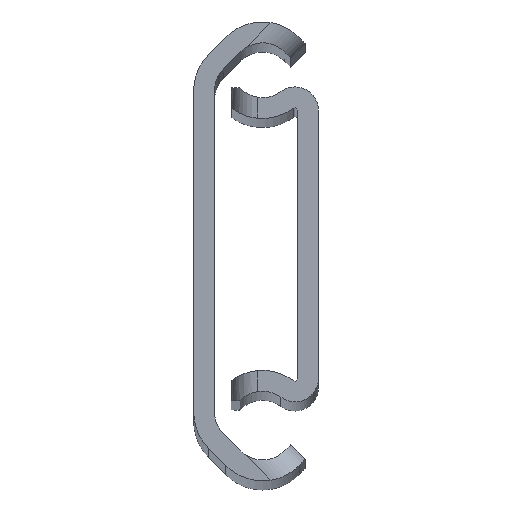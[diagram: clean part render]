
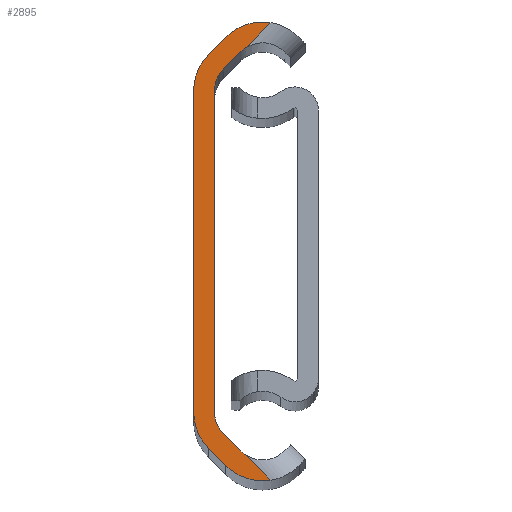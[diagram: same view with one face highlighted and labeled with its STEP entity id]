
A CAD part, top view. The second image highlights one B-rep face of the part: STEP entity #2895.
In plain terms, the highlighted planar face has unit normal (0, 0, 1).
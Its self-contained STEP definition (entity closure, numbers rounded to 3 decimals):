
#44 = EDGE_CURVE ( 'NONE', #1225, #4100, #1100, .T. ) ;
#49 = CARTESIAN_POINT ( 'NONE',  ( -9.991, 1.65, 0. ) ) ;
#50 = CARTESIAN_POINT ( 'NONE',  ( 5.3, -13.67, 0. ) ) ;
#99 = AXIS2_PLACEMENT_3D ( 'NONE', #1621, #2590, #3631 ) ;
#102 = AXIS2_PLACEMENT_3D ( 'NONE', #2905, #1584, #3212 ) ;
#139 = DIRECTION ( 'NONE',  ( 0., 0., 1. ) ) ;
#151 = CARTESIAN_POINT ( 'NONE',  ( 2.303, -14.039, 0. ) ) ;
#171 = CARTESIAN_POINT ( 'NONE',  ( 0., 12.342, 0. ) ) ;
#172 = EDGE_CURVE ( 'NONE', #1871, #769, #1612, .T. ) ;
#260 = EDGE_CURVE ( 'NONE', #2339, #1225, #3097, .T. ) ;
#281 = VERTEX_POINT ( 'NONE', #1461 ) ;
#303 = LINE ( 'NONE', #3351, #3182 ) ;
#335 = CARTESIAN_POINT ( 'NONE',  ( 4., -12.342, 0. ) ) ;
#403 = FACE_OUTER_BOUND ( 'NONE', #3186, .T. ) ;
#414 = CIRCLE ( 'NONE', #3400, 4. ) ;
#420 = DIRECTION ( 'NONE',  ( 0., 0., -1. ) ) ;
#452 = AXIS2_PLACEMENT_3D ( 'NONE', #468, #139, #4225 ) ;
#454 = CARTESIAN_POINT ( 'NONE',  ( 1.172, -15.17, 0. ) ) ;
#468 = CARTESIAN_POINT ( 'NONE',  ( 4., -12.342, 0. ) ) ;
#474 = DIRECTION ( 'NONE',  ( 0., 0., 1. ) ) ;
#478 = DIRECTION ( 'NONE',  ( 0., -1., 0. ) ) ;
#502 = LINE ( 'NONE', #3942, #2761 ) ;
#527 = DIRECTION ( 'NONE',  ( 0.707, 0.707, 0. ) ) ;
#623 = VECTOR ( 'NONE', #810, 1000. ) ;
#750 = DIRECTION ( 'NONE',  ( 1., 0., 0. ) ) ;
#767 = CIRCLE ( 'NONE', #3690, 4. ) ;
#769 = VERTEX_POINT ( 'NONE', #2970 ) ;
#770 = DIRECTION ( 'NONE',  ( 1., 0., 0. ) ) ;
#788 = CARTESIAN_POINT ( 'NONE',  ( 3.617, -15.353, 0. ) ) ;
#810 = DIRECTION ( 'NONE',  ( -0.707, 0.707, 0. ) ) ;
#816 = EDGE_CURVE ( 'NONE', #281, #4036, #2561, .T. ) ;
#864 = DIRECTION ( 'NONE',  ( -0.707, 0.707, 0. ) ) ;
#905 = CARTESIAN_POINT ( 'NONE',  ( 2.486, 16.484, 0. ) ) ;
#938 = ORIENTED_EDGE ( 'NONE', *, *, #3600, .T. ) ;
#1006 = DIRECTION ( 'NONE',  ( 0.707, -0.707, 0. ) ) ;
#1047 = VERTEX_POINT ( 'NONE', #788 ) ;
#1049 = VERTEX_POINT ( 'NONE', #4238 ) ;
#1100 = CIRCLE ( 'NONE', #102, 3.98 ) ;
#1116 = ORIENTED_EDGE ( 'NONE', *, *, #3405, .T. ) ;
#1173 = DIRECTION ( 'NONE',  ( 1., 0., 0. ) ) ;
#1197 = LINE ( 'NONE', #4191, #2481 ) ;
#1199 = AXIS2_PLACEMENT_3D ( 'NONE', #2558, #1857, #1523 ) ;
#1210 = AXIS2_PLACEMENT_3D ( 'NONE', #335, #2116, #2053 ) ;
#1225 = VERTEX_POINT ( 'NONE', #3043 ) ;
#1275 = CIRCLE ( 'NONE', #1199, 3.98 ) ;
#1288 = ORIENTED_EDGE ( 'NONE', *, *, #4033, .T. ) ;
#1395 = VERTEX_POINT ( 'NONE', #454 ) ;
#1453 = CARTESIAN_POINT ( 'NONE',  ( 5.955, -17.596, 0. ) ) ;
#1461 = CARTESIAN_POINT ( 'NONE',  ( 2.303, -14.039, 0. ) ) ;
#1503 = CARTESIAN_POINT ( 'NONE',  ( 3.617, 15.353, 0. ) ) ;
#1523 = DIRECTION ( 'NONE',  ( 1., 0., 0. ) ) ;
#1525 = VERTEX_POINT ( 'NONE', #3252 ) ;
#1584 = DIRECTION ( 'NONE',  ( 0., 0., 1. ) ) ;
#1602 = VECTOR ( 'NONE', #864, 1000. ) ;
#1612 = CIRCLE ( 'NONE', #2949, 2.4 ) ;
#1621 = CARTESIAN_POINT ( 'NONE',  ( 5.3, 13.67, 0. ) ) ;
#1662 = CARTESIAN_POINT ( 'NONE',  ( 1.172, -15.17, 0. ) ) ;
#1708 = ORIENTED_EDGE ( 'NONE', *, *, #4015, .T. ) ;
#1852 = ORIENTED_EDGE ( 'NONE', *, *, #3994, .T. ) ;
#1857 = DIRECTION ( 'NONE',  ( 0., 0., 1. ) ) ;
#1860 = ORIENTED_EDGE ( 'NONE', *, *, #2099, .T. ) ;
#1871 = VERTEX_POINT ( 'NONE', #2543 ) ;
#1892 = CIRCLE ( 'NONE', #99, 2.38 ) ;
#1980 = ORIENTED_EDGE ( 'NONE', *, *, #3989, .T. ) ;
#1991 = ORIENTED_EDGE ( 'NONE', *, *, #2575, .T. ) ;
#2053 = DIRECTION ( 'NONE',  ( 1., 0., 0. ) ) ;
#2064 = VERTEX_POINT ( 'NONE', #171 ) ;
#2099 = EDGE_CURVE ( 'NONE', #1525, #2064, #767, .T. ) ;
#2105 = CARTESIAN_POINT ( 'NONE',  ( 4.061, 15.702, 0. ) ) ;
#2107 = CIRCLE ( 'NONE', #2243, 2.38 ) ;
#2112 = CARTESIAN_POINT ( 'NONE',  ( 4., 12.342, 0. ) ) ;
#2116 = DIRECTION ( 'NONE',  ( 0., 0., -1. ) ) ;
#2209 = ORIENTED_EDGE ( 'NONE', *, *, #172, .T. ) ;
#2243 = AXIS2_PLACEMENT_3D ( 'NONE', #50, #420, #770 ) ;
#2339 = VERTEX_POINT ( 'NONE', #2105 ) ;
#2344 = DIRECTION ( 'NONE',  ( 0., 1., 0. ) ) ;
#2390 = ORIENTED_EDGE ( 'NONE', *, *, #816, .T. ) ;
#2406 = ORIENTED_EDGE ( 'NONE', *, *, #3492, .T. ) ;
#2450 = VERTEX_POINT ( 'NONE', #1453 ) ;
#2451 = ORIENTED_EDGE ( 'NONE', *, *, #2983, .T. ) ;
#2481 = VECTOR ( 'NONE', #478, 1000. ) ;
#2543 = CARTESIAN_POINT ( 'NONE',  ( 1.6, 12.342, 0. ) ) ;
#2558 = CARTESIAN_POINT ( 'NONE',  ( 5.3, -13.67, 0. ) ) ;
#2561 = CIRCLE ( 'NONE', #1210, 2.4 ) ;
#2575 = EDGE_CURVE ( 'NONE', #4086, #1395, #414, .T. ) ;
#2590 = DIRECTION ( 'NONE',  ( 0., 0., -1. ) ) ;
#2656 = LINE ( 'NONE', #4038, #4375 ) ;
#2761 = VECTOR ( 'NONE', #527, 1000. ) ;
#2767 = VECTOR ( 'NONE', #1006, 1000. ) ;
#2867 = CARTESIAN_POINT ( 'NONE',  ( 1.6, -12.342, 0. ) ) ;
#2895 = ADVANCED_FACE ( 'NONE', ( #403 ), #3517, .T. ) ;
#2905 = CARTESIAN_POINT ( 'NONE',  ( 5.3, 13.67, 0. ) ) ;
#2949 = AXIS2_PLACEMENT_3D ( 'NONE', #2112, #3815, #750 ) ;
#2965 = VERTEX_POINT ( 'NONE', #4294 ) ;
#2970 = CARTESIAN_POINT ( 'NONE',  ( 2.303, 14.039, 0. ) ) ;
#2983 = EDGE_CURVE ( 'NONE', #3481, #2339, #1892, .T. ) ;
#3043 = CARTESIAN_POINT ( 'NONE',  ( 5.955, 17.596, 0. ) ) ;
#3097 = LINE ( 'NONE', #49, #3585 ) ;
#3113 = EDGE_CURVE ( 'NONE', #4100, #1525, #2656, .T. ) ;
#3182 = VECTOR ( 'NONE', #2344, 1000. ) ;
#3186 = EDGE_LOOP ( 'NONE', ( #1288, #2406, #1116, #1708, #2390, #3418, #2209, #1980, #2451, #4034, #4065, #4391, #1860, #1852, #1991, #938 ) ) ;
#3192 = DIRECTION ( 'NONE',  ( 0., 0., 1. ) ) ;
#3212 = DIRECTION ( 'NONE',  ( 1., 0., 0. ) ) ;
#3252 = CARTESIAN_POINT ( 'NONE',  ( 1.172, 15.17, 0. ) ) ;
#3351 = CARTESIAN_POINT ( 'NONE',  ( 1.6, 0., 0. ) ) ;
#3400 = AXIS2_PLACEMENT_3D ( 'NONE', #3522, #474, #4231 ) ;
#3405 = EDGE_CURVE ( 'NONE', #1049, #1047, #2107, .T. ) ;
#3418 = ORIENTED_EDGE ( 'NONE', *, *, #4127, .T. ) ;
#3481 = VERTEX_POINT ( 'NONE', #1503 ) ;
#3492 = EDGE_CURVE ( 'NONE', #2450, #1049, #3877, .T. ) ;
#3517 = PLANE ( 'NONE',  #452 ) ;
#3522 = CARTESIAN_POINT ( 'NONE',  ( 4., -12.342, 0. ) ) ;
#3581 = CARTESIAN_POINT ( 'NONE',  ( 2.35, -13.991, 0. ) ) ;
#3585 = VECTOR ( 'NONE', #4176, 1000. ) ;
#3600 = EDGE_CURVE ( 'NONE', #1395, #2965, #4376, .T. ) ;
#3631 = DIRECTION ( 'NONE',  ( 1., 0., 0. ) ) ;
#3690 = AXIS2_PLACEMENT_3D ( 'NONE', #3938, #3192, #1173 ) ;
#3815 = DIRECTION ( 'NONE',  ( 0., 0., -1. ) ) ;
#3874 = LINE ( 'NONE', #151, #623 ) ;
#3877 = LINE ( 'NONE', #3581, #1602 ) ;
#3938 = CARTESIAN_POINT ( 'NONE',  ( 4., 12.342, 0. ) ) ;
#3942 = CARTESIAN_POINT ( 'NONE',  ( 2.303, 14.039, 0. ) ) ;
#3989 = EDGE_CURVE ( 'NONE', #769, #3481, #502, .T. ) ;
#3994 = EDGE_CURVE ( 'NONE', #2064, #4086, #1197, .T. ) ;
#4015 = EDGE_CURVE ( 'NONE', #1047, #281, #3874, .T. ) ;
#4033 = EDGE_CURVE ( 'NONE', #2965, #2450, #1275, .T. ) ;
#4034 = ORIENTED_EDGE ( 'NONE', *, *, #260, .T. ) ;
#4036 = VERTEX_POINT ( 'NONE', #2867 ) ;
#4038 = CARTESIAN_POINT ( 'NONE',  ( 1.172, 15.17, 0. ) ) ;
#4053 = CARTESIAN_POINT ( 'NONE',  ( 0., -12.342, 0. ) ) ;
#4065 = ORIENTED_EDGE ( 'NONE', *, *, #44, .T. ) ;
#4086 = VERTEX_POINT ( 'NONE', #4053 ) ;
#4100 = VERTEX_POINT ( 'NONE', #905 ) ;
#4127 = EDGE_CURVE ( 'NONE', #4036, #1871, #303, .T. ) ;
#4176 = DIRECTION ( 'NONE',  ( 0.707, 0.707, 0. ) ) ;
#4191 = CARTESIAN_POINT ( 'NONE',  ( 0., 0., 0. ) ) ;
#4225 = DIRECTION ( 'NONE',  ( 1., 0., 0. ) ) ;
#4231 = DIRECTION ( 'NONE',  ( 1., 0., 0. ) ) ;
#4238 = CARTESIAN_POINT ( 'NONE',  ( 4.061, -15.702, 0. ) ) ;
#4294 = CARTESIAN_POINT ( 'NONE',  ( 2.486, -16.484, 0. ) ) ;
#4333 = DIRECTION ( 'NONE',  ( -0.707, -0.707, 0. ) ) ;
#4375 = VECTOR ( 'NONE', #4333, 1000. ) ;
#4376 = LINE ( 'NONE', #1662, #2767 ) ;
#4391 = ORIENTED_EDGE ( 'NONE', *, *, #3113, .T. ) ;
